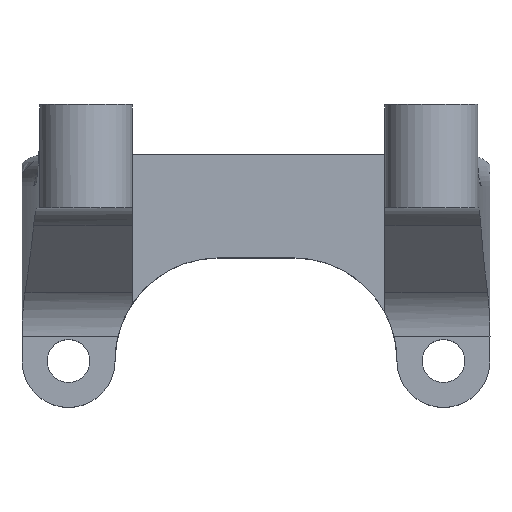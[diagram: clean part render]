
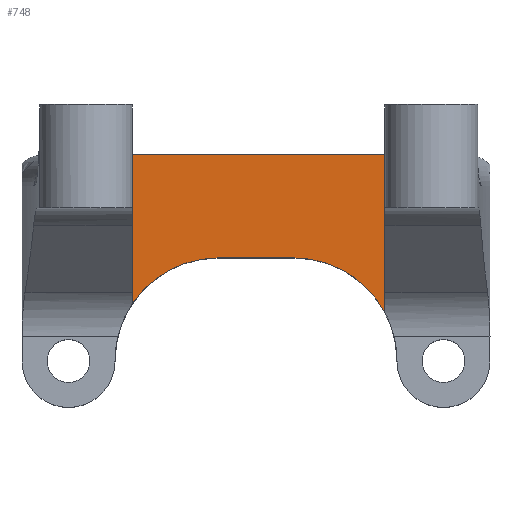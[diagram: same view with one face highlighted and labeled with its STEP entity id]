
A CAD part, top view. The second image highlights one B-rep face of the part: STEP entity #748.
In plain terms, the highlighted planar face has unit normal (0, 0, 1).
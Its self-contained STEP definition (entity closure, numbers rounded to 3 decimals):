
#39=PLANE('',#821);
#83=FACE_OUTER_BOUND('',#130,.T.);
#130=EDGE_LOOP('',(#535,#536,#537,#538,#539,#540,#541,#542));
#184=LINE('',#1201,#232);
#185=LINE('',#1205,#233);
#186=LINE('',#1209,#234);
#187=LINE('',#1213,#235);
#232=VECTOR('',#945,10.);
#233=VECTOR('',#948,10.);
#234=VECTOR('',#951,10.);
#235=VECTOR('',#954,10.);
#281=CIRCLE('',#822,1.5);
#282=CIRCLE('',#823,1.5);
#283=CIRCLE('',#824,5.);
#284=CIRCLE('',#825,5.);
#337=VERTEX_POINT('',#1199);
#338=VERTEX_POINT('',#1200);
#339=VERTEX_POINT('',#1202);
#340=VERTEX_POINT('',#1204);
#341=VERTEX_POINT('',#1206);
#342=VERTEX_POINT('',#1208);
#343=VERTEX_POINT('',#1210);
#344=VERTEX_POINT('',#1212);
#414=EDGE_CURVE('',#337,#338,#184,.T.);
#415=EDGE_CURVE('',#339,#338,#281,.F.);
#416=EDGE_CURVE('',#340,#339,#185,.T.);
#417=EDGE_CURVE('',#341,#340,#282,.F.);
#418=EDGE_CURVE('',#341,#342,#186,.T.);
#419=EDGE_CURVE('',#343,#342,#283,.T.);
#420=EDGE_CURVE('',#344,#343,#187,.T.);
#421=EDGE_CURVE('',#337,#344,#284,.T.);
#535=ORIENTED_EDGE('',*,*,#414,.T.);
#536=ORIENTED_EDGE('',*,*,#415,.F.);
#537=ORIENTED_EDGE('',*,*,#416,.F.);
#538=ORIENTED_EDGE('',*,*,#417,.F.);
#539=ORIENTED_EDGE('',*,*,#418,.T.);
#540=ORIENTED_EDGE('',*,*,#419,.F.);
#541=ORIENTED_EDGE('',*,*,#420,.F.);
#542=ORIENTED_EDGE('',*,*,#421,.F.);
#748=ADVANCED_FACE('',(#83),#39,.T.);
#821=AXIS2_PLACEMENT_3D('',#1198,#943,#944);
#822=AXIS2_PLACEMENT_3D('',#1203,#946,#947);
#823=AXIS2_PLACEMENT_3D('',#1207,#949,#950);
#824=AXIS2_PLACEMENT_3D('',#1211,#952,#953);
#825=AXIS2_PLACEMENT_3D('',#1214,#955,#956);
#943=DIRECTION('center_axis',(0.,0.,
1.));
#944=DIRECTION('ref_axis',(-1.,0.,0.));
#945=DIRECTION('',(0.,1.,0.));
#946=DIRECTION('center_axis',(0.,0.,
-1.));
#947=DIRECTION('ref_axis',(-0.707,0.707,0.));
#948=DIRECTION('',(1.,0.,0.));
#949=DIRECTION('center_axis',(0.,0.,
-1.));
#950=DIRECTION('ref_axis',(0.707,0.707,0.));
#951=DIRECTION('',(0.,-1.,0.));
#952=DIRECTION('center_axis',(0.,0.,
1.));
#953=DIRECTION('ref_axis',(-0.707,0.707,0.));
#954=DIRECTION('',(-1.,0.,0.));
#955=DIRECTION('center_axis',(0.,0.,
1.));
#956=DIRECTION('ref_axis',(0.707,0.707,0.));
#1198=CARTESIAN_POINT('Origin',(124.373,-233.214,-155.649));
#1199=CARTESIAN_POINT('',(130.625,-230.864,-155.649));
#1200=CARTESIAN_POINT('',(130.625,-224.714,-155.649));
#1201=CARTESIAN_POINT('',(130.625,-225.788,-155.649));
#1202=CARTESIAN_POINT('',(132.125,-223.214,-155.649));
#1203=CARTESIAN_POINT('Origin',(132.125,-224.714,-155.649));
#1204=CARTESIAN_POINT('',(116.875,-223.214,-155.649));
#1205=CARTESIAN_POINT('',(128.624,-223.214,-155.649));
#1206=CARTESIAN_POINT('',(118.375,-224.714,-155.649));
#1207=CARTESIAN_POINT('Origin',(116.875,-224.714,-155.649));
#1208=CARTESIAN_POINT('',(118.375,-230.438,-155.649));
#1209=CARTESIAN_POINT('',(118.375,-225.788,-155.649));
#1210=CARTESIAN_POINT('',(122.533,-228.214,-155.649));
#1211=CARTESIAN_POINT('Origin',(122.533,-233.214,-155.649));
#1212=CARTESIAN_POINT('',(126.212,-228.214,-155.649));
#1213=CARTESIAN_POINT('',(127.792,-228.214,-155.649));
#1214=CARTESIAN_POINT('Origin',(126.212,-233.214,-155.649));
